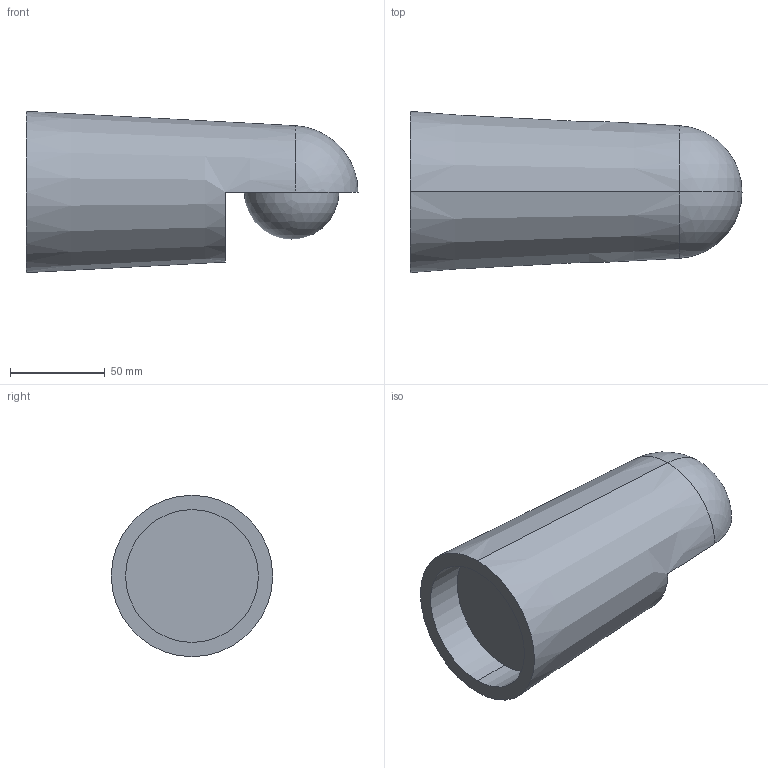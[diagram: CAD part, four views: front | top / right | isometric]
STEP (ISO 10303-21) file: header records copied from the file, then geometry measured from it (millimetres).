
FILE_DESCRIPTION (( 'STEP AP214' ), '1' );
FILE_NAME ('part5.STEP', '2018-05-10T01:59:47', ( '' ), ( '' ), 'SwSTEP 2.0', 'SolidWorks 2017', '' );
FILE_SCHEMA (( 'AUTOMOTIVE_DESIGN' ));
Length unit declared in the file: metre
Products named in the file (1): part5
Bounding box: 175 x 85 x 85 mm (x, y, z)
Volume: 592765 mm3; surface area: 52662.4 mm2
Topology: 1 solids, 1 shells, 11 faces, 25 edges, 17 vertices
Faces by surface type: plane 4, sphere 3, cylinder 2, cone 2
Entity records: 333 total; most frequent: DIRECTION 61, CARTESIAN_POINT 49, ORIENTED_EDGE 44, AXIS2_PLACEMENT_3D 27, EDGE_CURVE 22, VERTEX_POINT 15, CIRCLE 15, EDGE_LOOP 13
